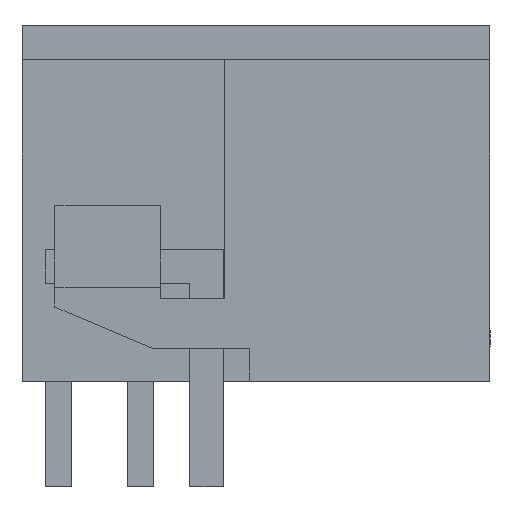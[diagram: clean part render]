
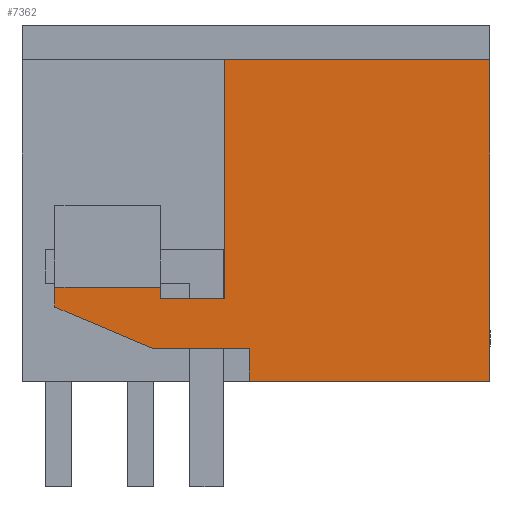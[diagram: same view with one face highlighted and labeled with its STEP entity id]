
A CAD part, left-side view. The second image highlights one B-rep face of the part: STEP entity #7362.
In plain terms, the highlighted planar face has unit normal (-1, 0, 0).
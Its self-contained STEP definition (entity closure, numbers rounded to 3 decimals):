
#7300=AXIS2_PLACEMENT_3D('Plane Axis2P3D',#7297,#7298,#7299) ;
#4461=CARTESIAN_POINT('Vertex',(0.,0.,12.95)) ;
#4464=CARTESIAN_POINT('Line Origine',(0.,0.,8.075)) ;
#4468=CARTESIAN_POINT('Vertex',(0.,0.,3.2)) ;
#6793=CARTESIAN_POINT('Line Origine',(0.,3.65,3.2)) ;
#6797=CARTESIAN_POINT('Vertex',(0.,7.3,3.2)) ;
#6940=CARTESIAN_POINT('Vertex',(0.,8.05,12.95)) ;
#6943=CARTESIAN_POINT('Line Origine',(0.,4.025,12.95)) ;
#7281=CARTESIAN_POINT('Vertex',(0.,7.3,4.197)) ;
#7284=CARTESIAN_POINT('Line Origine',(0.,7.3,3.698)) ;
#7297=CARTESIAN_POINT('Axis2P3D Location',(0.,0.,12.95)) ;
#7302=CARTESIAN_POINT('Line Origine',(0.,8.05,9.325)) ;
#7306=CARTESIAN_POINT('Vertex',(0.,8.05,5.7)) ;
#7309=CARTESIAN_POINT('Line Origine',(0.,9.025,5.7)) ;
#7313=CARTESIAN_POINT('Vertex',(0.,10.,5.7)) ;
#7316=CARTESIAN_POINT('Line Origine',(0.,10.,5.875)) ;
#7320=CARTESIAN_POINT('Vertex',(0.,10.,6.05)) ;
#7323=CARTESIAN_POINT('Line Origine',(0.,11.6,6.05)) ;
#7327=CARTESIAN_POINT('Vertex',(0.,13.2,6.05)) ;
#7330=CARTESIAN_POINT('Line Origine',(0.,13.2,5.75)) ;
#7334=CARTESIAN_POINT('Vertex',(0.,13.2,5.45)) ;
#7337=CARTESIAN_POINT('Line Origine',(0.,11.721,4.823)) ;
#7341=CARTESIAN_POINT('Vertex',(0.,10.242,4.197)) ;
#7344=CARTESIAN_POINT('Line Origine',(0.,8.771,4.197)) ;
#4465=DIRECTION('Vector Direction',(0.,0.,-1.)) ;
#6794=DIRECTION('Vector Direction',(0.,1.,0.)) ;
#6944=DIRECTION('Vector Direction',(0.,1.,0.)) ;
#7285=DIRECTION('Vector Direction',(0.,0.,-1.)) ;
#7298=DIRECTION('Axis2P3D Direction',(1.,0.,0.)) ;
#7299=DIRECTION('Axis2P3D XDirection',(0.,0.,-1.)) ;
#7303=DIRECTION('Vector Direction',(0.,0.,1.)) ;
#7310=DIRECTION('Vector Direction',(0.,-1.,0.)) ;
#7317=DIRECTION('Vector Direction',(0.,0.,1.)) ;
#7324=DIRECTION('Vector Direction',(0.,1.,0.)) ;
#7331=DIRECTION('Vector Direction',(0.,0.,-1.)) ;
#7338=DIRECTION('Vector Direction',(0.,0.921,0.39)) ;
#7345=DIRECTION('Vector Direction',(0.,-1.,0.)) ;
#4466=VECTOR('Line Direction',#4465,1.) ;
#6795=VECTOR('Line Direction',#6794,1.) ;
#6945=VECTOR('Line Direction',#6944,1.) ;
#7286=VECTOR('Line Direction',#7285,1.) ;
#7304=VECTOR('Line Direction',#7303,1.) ;
#7311=VECTOR('Line Direction',#7310,1.) ;
#7318=VECTOR('Line Direction',#7317,1.) ;
#7325=VECTOR('Line Direction',#7324,1.) ;
#7332=VECTOR('Line Direction',#7331,1.) ;
#7339=VECTOR('Line Direction',#7338,1.) ;
#7346=VECTOR('Line Direction',#7345,1.) ;
#7350=ORIENTED_EDGE('',*,*,#7308,.F.) ;
#7351=ORIENTED_EDGE('',*,*,#7315,.F.) ;
#7352=ORIENTED_EDGE('',*,*,#7322,.F.) ;
#7353=ORIENTED_EDGE('',*,*,#7329,.F.) ;
#7354=ORIENTED_EDGE('',*,*,#7336,.F.) ;
#7355=ORIENTED_EDGE('',*,*,#7343,.F.) ;
#7356=ORIENTED_EDGE('',*,*,#7348,.F.) ;
#7357=ORIENTED_EDGE('',*,*,#7288,.F.) ;
#7358=ORIENTED_EDGE('',*,*,#6799,.F.) ;
#7359=ORIENTED_EDGE('',*,*,#4470,.F.) ;
#7360=ORIENTED_EDGE('',*,*,#6947,.T.) ;
#7362=ADVANCED_FACE('HOUSING',(#7361),#7301,.F.) ;
#4470=EDGE_CURVE('',#4462,#4469,#4467,.T.) ;
#6799=EDGE_CURVE('',#4469,#6798,#6796,.T.) ;
#6947=EDGE_CURVE('',#4462,#6941,#6946,.T.) ;
#7288=EDGE_CURVE('',#6798,#7282,#7287,.F.) ;
#7308=EDGE_CURVE('',#7307,#6941,#7305,.T.) ;
#7315=EDGE_CURVE('',#7314,#7307,#7312,.T.) ;
#7322=EDGE_CURVE('',#7321,#7314,#7319,.F.) ;
#7329=EDGE_CURVE('',#7328,#7321,#7326,.F.) ;
#7336=EDGE_CURVE('',#7335,#7328,#7333,.F.) ;
#7343=EDGE_CURVE('',#7342,#7335,#7340,.T.) ;
#7348=EDGE_CURVE('',#7282,#7342,#7347,.F.) ;
#7349=EDGE_LOOP('',(#7350,#7351,#7352,#7353,#7354,#7355,#7356,#7357,#7358,#7359,#7360)) ;
#7361=FACE_OUTER_BOUND('',#7349,.T.) ;
#4467=LINE('Line',#4464,#4466) ;
#6796=LINE('Line',#6793,#6795) ;
#6946=LINE('Line',#6943,#6945) ;
#7287=LINE('Line',#7284,#7286) ;
#7305=LINE('Line',#7302,#7304) ;
#7312=LINE('Line',#7309,#7311) ;
#7319=LINE('Line',#7316,#7318) ;
#7326=LINE('Line',#7323,#7325) ;
#7333=LINE('Line',#7330,#7332) ;
#7340=LINE('Line',#7337,#7339) ;
#7347=LINE('Line',#7344,#7346) ;
#7301=PLANE('',#7300) ;
#4462=VERTEX_POINT('',#4461) ;
#4469=VERTEX_POINT('',#4468) ;
#6798=VERTEX_POINT('',#6797) ;
#6941=VERTEX_POINT('',#6940) ;
#7282=VERTEX_POINT('',#7281) ;
#7307=VERTEX_POINT('',#7306) ;
#7314=VERTEX_POINT('',#7313) ;
#7321=VERTEX_POINT('',#7320) ;
#7328=VERTEX_POINT('',#7327) ;
#7335=VERTEX_POINT('',#7334) ;
#7342=VERTEX_POINT('',#7341) ;
